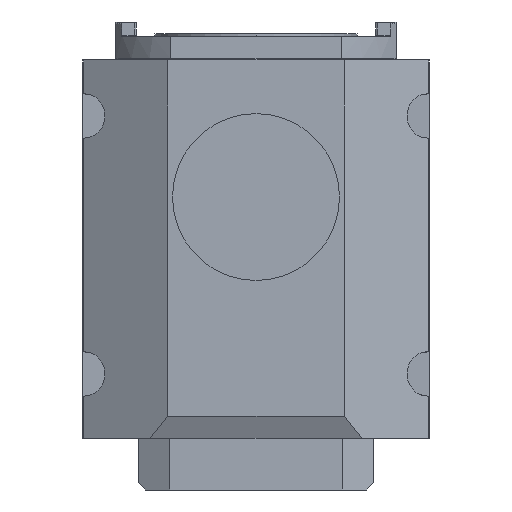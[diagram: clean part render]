
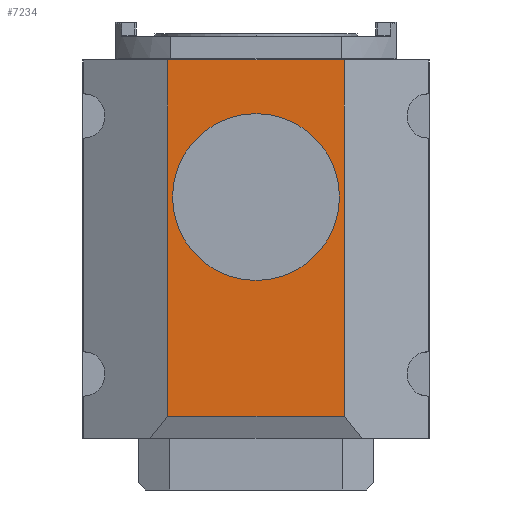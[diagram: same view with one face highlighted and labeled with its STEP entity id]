
A CAD part, left-side view. The second image highlights one B-rep face of the part: STEP entity #7234.
In plain terms, the highlighted planar face has unit normal (-1, 0, 0).
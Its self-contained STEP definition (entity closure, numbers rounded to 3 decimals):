
#1641=DIRECTION('',(0.,1.,0.));
#1642=VECTOR('',#1641,48.);
#1643=CARTESIAN_POINT('',(-112.,-24.,-46.5));
#1644=LINE('',#1643,#1642);
#1645=DIRECTION('',(0.,0.,1.));
#1646=VECTOR('',#1645,96.7);
#1647=CARTESIAN_POINT('',(-112.,24.,-46.5));
#1648=LINE('',#1647,#1646);
#1649=DIRECTION('',(0.,-1.,0.));
#1650=VECTOR('',#1649,48.);
#1651=CARTESIAN_POINT('',(-112.,24.,50.2));
#1652=LINE('',#1651,#1650);
#1653=DIRECTION('',(0.,0.,1.));
#1654=VECTOR('',#1653,96.7);
#1655=CARTESIAN_POINT('',(-112.,-24.,-46.5));
#1656=LINE('',#1655,#1654);
#1657=CARTESIAN_POINT('',(-112.,0.,13.));
#1658=DIRECTION('',(-1.,0.,0.));
#1659=DIRECTION('',(0.,0.,1.));
#1660=AXIS2_PLACEMENT_3D('',#1657,#1658,#1659);
#1662=CARTESIAN_POINT('',(-112.,0.,13.));
#1663=DIRECTION('',(-1.,0.,0.));
#1664=DIRECTION('',(0.,0.,-1.));
#1665=AXIS2_PLACEMENT_3D('',#1662,#1663,#1664);
#4693=CARTESIAN_POINT('',(-112.,24.,50.2));
#4695=VERTEX_POINT('',#4693);
#4697=CARTESIAN_POINT('',(-112.,-24.,50.2));
#4699=VERTEX_POINT('',#4697);
#4748=CARTESIAN_POINT('',(-112.,-24.,-46.5));
#4749=CARTESIAN_POINT('',(-112.,24.,-46.5));
#4750=VERTEX_POINT('',#4748);
#4751=VERTEX_POINT('',#4749);
#5440=CARTESIAN_POINT('',(-112.,0.,35.65));
#5441=CARTESIAN_POINT('',(-112.,0.,-9.65));
#5442=VERTEX_POINT('',#5440);
#5443=VERTEX_POINT('',#5441);
#7215=CARTESIAN_POINT('',(-112.,0.,0.));
#7216=DIRECTION('',(1.,0.,0.));
#7217=DIRECTION('',(0.,1.,0.));
#7218=AXIS2_PLACEMENT_3D('',#7215,#7216,#7217);
#7219=PLANE('',#7218);
#7221=ORIENTED_EDGE('',*,*,#7220,.T.);
#7222=ORIENTED_EDGE('',*,*,#7076,.T.);
#7223=ORIENTED_EDGE('',*,*,#6601,.T.);
#7225=ORIENTED_EDGE('',*,*,#7224,.F.);
#7226=EDGE_LOOP('',(#7221,#7222,#7223,#7225));
#7227=FACE_OUTER_BOUND('',#7226,.F.);
#7229=ORIENTED_EDGE('',*,*,#7228,.T.);
#7231=ORIENTED_EDGE('',*,*,#7230,.T.);
#7232=EDGE_LOOP('',(#7229,#7231));
#7233=FACE_BOUND('',#7232,.F.);
#7234=ADVANCED_FACE('',(#7227,#7233),#7219,.F.);
#1661=CIRCLE('',#1660,22.65);
#1666=CIRCLE('',#1665,22.65);
#6601=EDGE_CURVE('',#4695,#4699,#1652,.T.);
#7076=EDGE_CURVE('',#4751,#4695,#1648,.T.);
#7220=EDGE_CURVE('',#4750,#4751,#1644,.T.);
#7224=EDGE_CURVE('',#4750,#4699,#1656,.T.);
#7228=EDGE_CURVE('',#5442,#5443,#1661,.T.);
#7230=EDGE_CURVE('',#5443,#5442,#1666,.T.);
